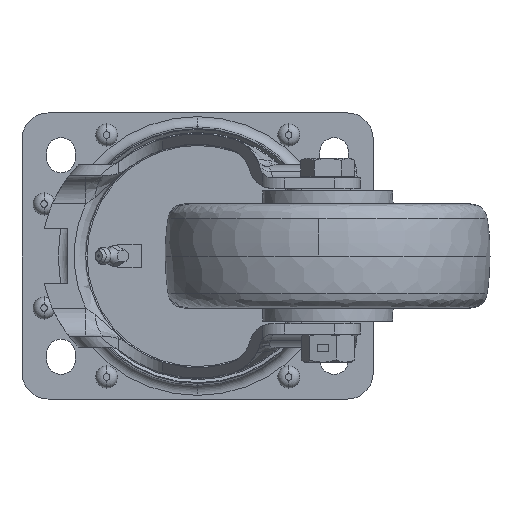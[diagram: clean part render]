
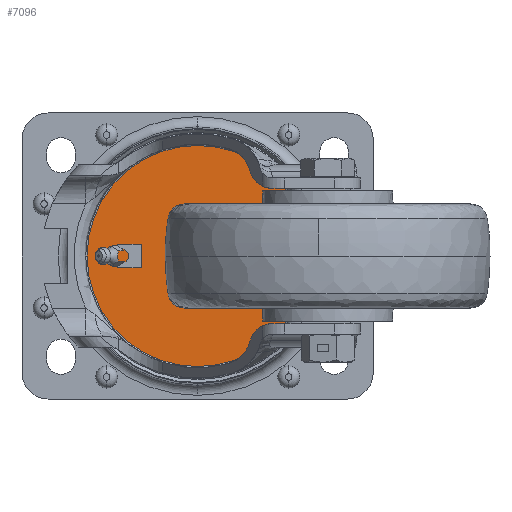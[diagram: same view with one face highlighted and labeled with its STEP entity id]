
A CAD part, front view. The second image highlights one B-rep face of the part: STEP entity #7096.
In plain terms, the highlighted planar face has unit normal (0, -1, 0).
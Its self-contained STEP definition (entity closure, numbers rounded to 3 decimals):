
#1426 = AXIS2_PLACEMENT_3D ( 'NONE', #15765, #18871, #18574 ) ;
#2076 = ORIENTED_EDGE ( 'NONE', *, *, #11384, .T. ) ;
#2300 = CARTESIAN_POINT ( 'NONE',  ( -42.5, -30., 0. ) ) ;
#4160 = CARTESIAN_POINT ( 'NONE',  ( 0., -30., 0. ) ) ;
#4433 = AXIS2_PLACEMENT_3D ( 'NONE', #4160, #10359, #16622 ) ;
#4464 = CIRCLE ( 'NONE', #14552, 42.5 ) ;
#7096 = ADVANCED_FACE ( 'NONE', ( #20023 ), #9543, .T. ) ;
#9543 = PLANE ( 'NONE',  #1426 ) ;
#10359 = DIRECTION ( 'NONE',  ( 0., -1., 0. ) ) ;
#10364 = ORIENTED_EDGE ( 'NONE', *, *, #11061, .T. ) ;
#10814 = DIRECTION ( 'NONE',  ( 1., 0., 0. ) ) ;
#11061 = EDGE_CURVE ( 'NONE', #15533, #19092, #15511, .T. ) ;
#11384 = EDGE_CURVE ( 'NONE', #19092, #15533, #4464, .T. ) ;
#14552 = AXIS2_PLACEMENT_3D ( 'NONE', #16884, #17187, #10814 ) ;
#15430 = CARTESIAN_POINT ( 'NONE',  ( 42.5, -30., 0. ) ) ;
#15511 = CIRCLE ( 'NONE', #4433, 42.5 ) ;
#15533 = VERTEX_POINT ( 'NONE', #15430 ) ;
#15765 = CARTESIAN_POINT ( 'NONE',  ( 0., -30., 0. ) ) ;
#16622 = DIRECTION ( 'NONE',  ( 1., 0., 0. ) ) ;
#16884 = CARTESIAN_POINT ( 'NONE',  ( 0., -30., 0. ) ) ;
#17187 = DIRECTION ( 'NONE',  ( 0., -1., 0. ) ) ;
#18574 = DIRECTION ( 'NONE',  ( 1., 0., 0. ) ) ;
#18871 = DIRECTION ( 'NONE',  ( 0., -1., 0. ) ) ;
#19092 = VERTEX_POINT ( 'NONE', #2300 ) ;
#19231 = EDGE_LOOP ( 'NONE', ( #10364, #2076 ) ) ;
#20023 = FACE_OUTER_BOUND ( 'NONE', #19231, .T. ) ;
